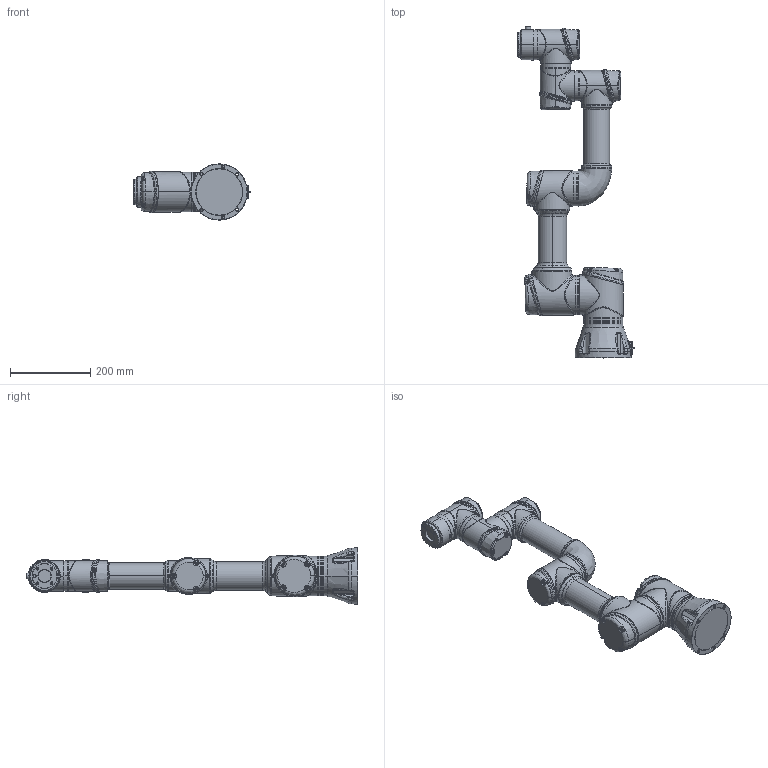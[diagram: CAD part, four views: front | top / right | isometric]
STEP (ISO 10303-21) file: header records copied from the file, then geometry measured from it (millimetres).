
FILE_DESCRIPTION (( 'STEP AP203' ), '1' );
FILE_NAME ('i3-俋楷耀倰.STEP', '2024-02-26T02:53:19', ( '' ), ( '' ), 'SwSTEP 2.0', 'SolidWorks 2022', '' );
FILE_SCHEMA (( 'CONFIG_CONTROL_DESIGN' ));
Length unit declared in the file: millimetre
Products named in the file (8): i3-末端; i3-小臂; i3-ID1; i3-外发模型; i3-ID5; i3-ID6; i3-大臂; i3-底座
Assembly tree (7 placements, depth 2):
  i3-外发模型
    i3-底座
    i3-ID1
    i3-大臂
    i3-小臂
    i3-ID5
    i3-ID6
    i3-末端
Bounding box: 290 x 828.5 x 140 mm (x, y, z)
Volume: 7733434.8 mm3; surface area: 545941.8 mm2
Topology: 11 solids, 24 shells, 2422 faces, 6026 edges, 3732 vertices
Faces by surface type: plane 816, cylinder 689, bspline 579, cone 260, torus 70, sphere 8
Entity records: 139381 total; most frequent: CARTESIAN_POINT 85624, ORIENTED_EDGE 11944, DIRECTION 9939, EDGE_CURVE 5972, AXIS2_PLACEMENT_3D 3878, VERTEX_POINT 3732, EDGE_LOOP 2578, FACE_OUTER_BOUND 2422
